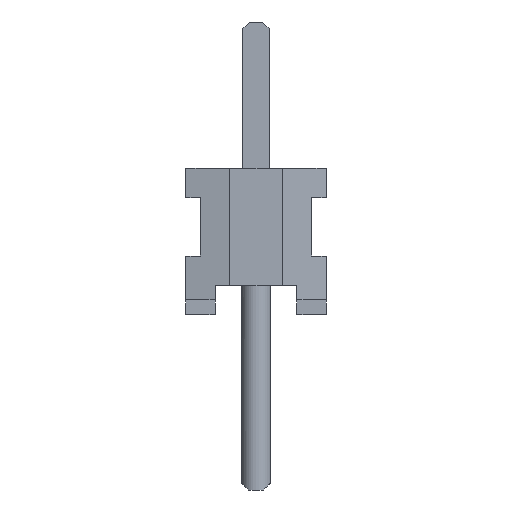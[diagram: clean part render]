
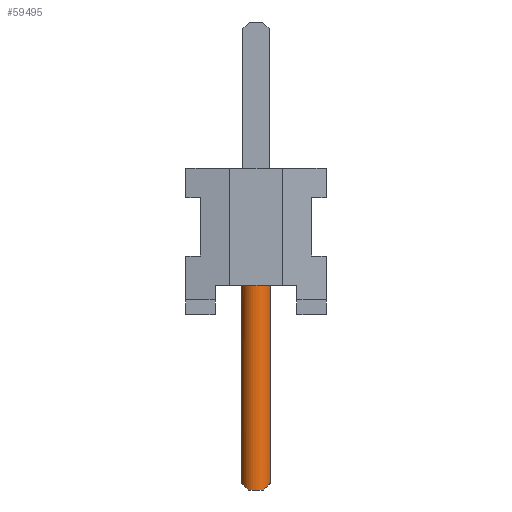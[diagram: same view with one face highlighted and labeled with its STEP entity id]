
A CAD part, left-side view. The second image highlights one B-rep face of the part: STEP entity #59495.
In plain terms, the highlighted cylindrical face has radius 0.254 mm (diameter 0.508 mm), a full revolution.
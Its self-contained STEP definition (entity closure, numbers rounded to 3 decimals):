
#56729 = EDGE_CURVE('',#56730,#56732,#56734,.T.);
#56730 = VERTEX_POINT('',#56731);
#56731 = CARTESIAN_POINT('',(-28.829,0.,1.27));
#56732 = VERTEX_POINT('',#56733);
#56733 = CARTESIAN_POINT('',(-28.355,0.127,1.27));
#56734 = CIRCLE('',#56735,0.254);
#56735 = AXIS2_PLACEMENT_3D('',#56736,#56737,#56738);
#56736 = CARTESIAN_POINT('',(-28.575,0.,1.27));
#56737 = DIRECTION('',(0.,0.,1.));
#56738 = DIRECTION('',(1.,0.,0.));
#56740 = EDGE_CURVE('',#56732,#56730,#56741,.T.);
#56741 = CIRCLE('',#56742,0.254);
#56742 = AXIS2_PLACEMENT_3D('',#56743,#56744,#56745);
#56743 = CARTESIAN_POINT('',(-28.575,0.,1.27));
#56744 = DIRECTION('',(0.,0.,1.));
#56745 = DIRECTION('',(1.,0.,0.));
#59495 = ADVANCED_FACE('',(#59496),#59542,.T.);
#59496 = FACE_BOUND('',#59497,.T.);
#59497 = EDGE_LOOP('',(#59498,#59499,#59506,#59515,#59524,#59533,#59540,
    #59541));
#59498 = ORIENTED_EDGE('',*,*,#56740,.F.);
#59499 = ORIENTED_EDGE('',*,*,#59500,.T.);
#59500 = EDGE_CURVE('',#56732,#59501,#59503,.T.);
#59501 = VERTEX_POINT('',#59502);
#59502 = CARTESIAN_POINT('',(-28.355,0.127,-3.048));
#59503 = B_SPLINE_CURVE_WITH_KNOTS('',1,(#59504,#59505),.UNSPECIFIED.,
  .F.,.F.,(2,2),(0.,4.318),.PIECEWISE_BEZIER_KNOTS.);
#59504 = CARTESIAN_POINT('',(-28.355,0.127,1.27));
#59505 = CARTESIAN_POINT('',(-28.355,0.127,-3.048));
#59506 = ORIENTED_EDGE('',*,*,#59507,.T.);
#59507 = EDGE_CURVE('',#59501,#59508,#59510,.T.);
#59508 = VERTEX_POINT('',#59509);
#59509 = CARTESIAN_POINT('',(-28.795,0.127,-3.048));
#59510 = ELLIPSE('',#59511,0.359,0.254);
#59511 = AXIS2_PLACEMENT_3D('',#59512,#59513,#59514);
#59512 = CARTESIAN_POINT('',(-28.575,0.,-3.175));
#59513 = DIRECTION('',(0.,-0.707,0.707));
#59514 = DIRECTION('',(0.,-0.707,-0.707));
#59515 = ORIENTED_EDGE('',*,*,#59516,.T.);
#59516 = EDGE_CURVE('',#59508,#59517,#59519,.T.);
#59517 = VERTEX_POINT('',#59518);
#59518 = CARTESIAN_POINT('',(-28.795,-0.127,-3.048));
#59519 = CIRCLE('',#59520,0.254);
#59520 = AXIS2_PLACEMENT_3D('',#59521,#59522,#59523);
#59521 = CARTESIAN_POINT('',(-28.575,0.,-3.048));
#59522 = DIRECTION('',(0.,0.,1.));
#59523 = DIRECTION('',(0.,-1.,0.));
#59524 = ORIENTED_EDGE('',*,*,#59525,.T.);
#59525 = EDGE_CURVE('',#59517,#59526,#59528,.T.);
#59526 = VERTEX_POINT('',#59527);
#59527 = CARTESIAN_POINT('',(-28.355,-0.127,-3.048));
#59528 = ELLIPSE('',#59529,0.359,0.254);
#59529 = AXIS2_PLACEMENT_3D('',#59530,#59531,#59532);
#59530 = CARTESIAN_POINT('',(-28.575,0.,-3.175));
#59531 = DIRECTION('',(0.,0.707,0.707));
#59532 = DIRECTION('',(0.,0.707,-0.707));
#59533 = ORIENTED_EDGE('',*,*,#59534,.T.);
#59534 = EDGE_CURVE('',#59526,#59501,#59535,.T.);
#59535 = CIRCLE('',#59536,0.254);
#59536 = AXIS2_PLACEMENT_3D('',#59537,#59538,#59539);
#59537 = CARTESIAN_POINT('',(-28.575,0.,-3.048));
#59538 = DIRECTION('',(0.,0.,1.));
#59539 = DIRECTION('',(0.,-1.,0.));
#59540 = ORIENTED_EDGE('',*,*,#59500,.F.);
#59541 = ORIENTED_EDGE('',*,*,#56729,.F.);
#59542 = CYLINDRICAL_SURFACE('',#59543,0.254);
#59543 = AXIS2_PLACEMENT_3D('',#59544,#59545,#59546);
#59544 = CARTESIAN_POINT('',(-28.575,0.,1.27));
#59545 = DIRECTION('',(0.,0.,-1.));
#59546 = DIRECTION('',(0.,1.,0.));
